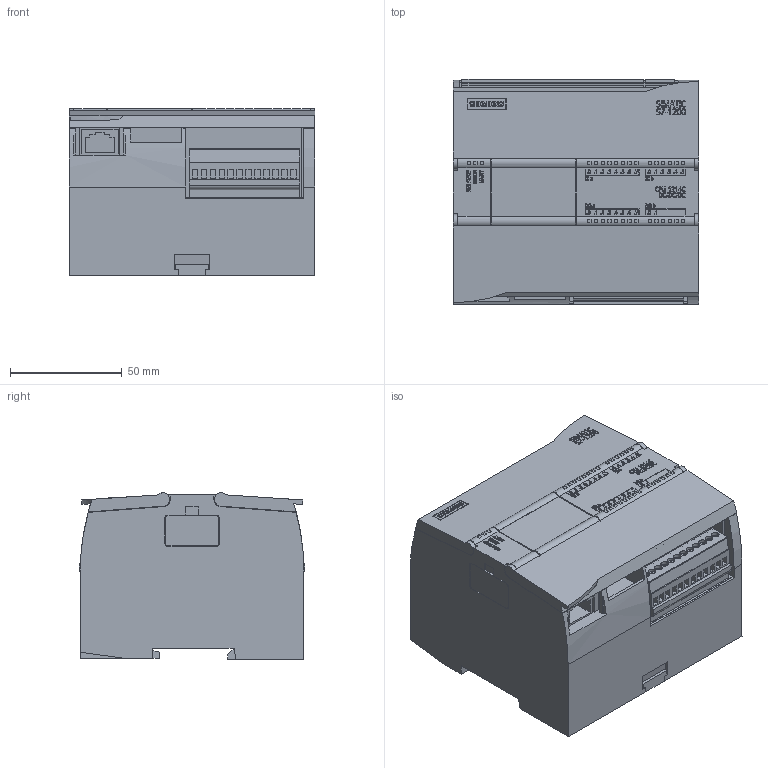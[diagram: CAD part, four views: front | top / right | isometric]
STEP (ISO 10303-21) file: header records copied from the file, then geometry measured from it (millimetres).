
FILE_DESCRIPTION(('HOOPS Exchange Step'),'2;1');
FILE_NAME('export-C0F98C02-01A2-4D17-876D-C4857C56E141.stp','2025-04-10T17:47:41+02:00',('Engineering'),('Alibre'),'HOOPS Exchange 2024.5','Alibre','Unknown authorisation');
FILE_SCHEMA( ('AP242_MANAGED_MODEL_BASED_3D_ENGINEERING_MIM_LF {1 0 10303 442 1 1 4 }') );
Length unit declared in the file: millimetre
Products named in the file (321): A5E30158817A_RS-AA_003_1-box; A5E30158720A_RS-AA_002_1-cover_bottom; A5E30158715A_RS-AA_003_1-cover_top; A5E30157758A_RS-AA_002_1-cover-signalboard; A5E50668962A_RS-AA_002_1-Labeling_2; A5E50668962A_RS-AA_002_1-Labeling_3; A5E50668962A_RS-AA_002_1-Labeling_4; A5E50668962A_RS-AA_002_1-Labeling_5; A5E50668962A_RS-AA_002_1-Labeling_6; A5E50668962A_RS-AA_002_1-Labeling_7; A5E50668962A_RS-AA_002_1-Labeling_8; A5E50668962A_RS-AA_002_1-Labeling_9; A5E50668962A_RS-AA_002_1-Labeling_10; A5E50668962A_RS-AA_002_1-Labeling_11; A5E50668962A_RS-AA_002_1-Labeling_12; A5E50668962A_RS-AA_002_1-Labeling_13; A5E50668962A_RS-AA_002_1-Labeling_14; A5E50668962A_RS-AA_002_1-Labeling_15; A5E50668962A_RS-AA_002_1-Labeling_16; A5E50668962A_RS-AA_002_1-Labeling_17; A5E50668962A_RS-AA_002_1-Labeling_18; A5E50668962A_RS-AA_002_1-Labeling_19; A5E50668962A_RS-AA_002_1-Labeling_20; A5E50668962A_RS-AA_002_1-Labeling_21; A5E50668962A_RS-AA_002_1-Labeling_22; A5E50668962A_RS-AA_002_1-Labeling_23; A5E50668962A_RS-AA_002_1-Labeling_24; A5E50668962A_RS-AA_002_1-Labeling_25; A5E50668962A_RS-AA_002_1-Labeling_26; A5E50668962A_RS-AA_002_1-Labeling_27; A5E50668962A_RS-AA_002_1-Labeling_28; A5E50668962A_RS-AA_002_1-Labeling_29; A5E50668962A_RS-AA_002_1-Labeling_30; A5E50668962A_RS-AA_002_1-Labeling_31; A5E50668962A_RS-AA_002_1-Labeling_32; A5E50668962A_RS-AA_002_1-Labeling_33; A5E50668962A_RS-AA_002_1-Labeling_34; A5E50668962A_RS-AA_002_1-Labeling_35; A5E50668962A_RS-AA_002_1-Labeling_36; A5E50668962A_RS-AA_002_1-Labeling_37 ...
Assembly tree (320 placements, depth 3):
  157 PLC S7-1200 CPU 1214C DC-DC-DC  (6ES7214-1AG40-0XB0)
    A5E30158817A_RS-AA_003_1-box
    A5E30158720A_RS-AA_002_1-cover_bottom
    A5E30158715A_RS-AA_003_1-cover_top
    A5E30157758A_RS-AA_002_1-cover-signalboard
    157-1 PLC S7-1200 CPU 1214C DC-DC-DC  (6ES7214-1AG40-0XB0) - Labeling
      A5E50668962A_RS-AA_002_1-Labeling_2
      A5E50668962A_RS-AA_002_1-Labeling_3
      A5E50668962A_RS-AA_002_1-Labeling_4
      A5E50668962A_RS-AA_002_1-Labeling_5
      A5E50668962A_RS-AA_002_1-Labeling_6
      A5E50668962A_RS-AA_002_1-Labeling_7
      A5E50668962A_RS-AA_002_1-Labeling_8
      A5E50668962A_RS-AA_002_1-Labeling_9
      A5E50668962A_RS-AA_002_1-Labeling_10
      A5E50668962A_RS-AA_002_1-Labeling_11
      A5E50668962A_RS-AA_002_1-Labeling_12
      A5E50668962A_RS-AA_002_1-Labeling_13
      A5E50668962A_RS-AA_002_1-Labeling_14
      A5E50668962A_RS-AA_002_1-Labeling_15
      A5E50668962A_RS-AA_002_1-Labeling_16
      A5E50668962A_RS-AA_002_1-Labeling_17
      A5E50668962A_RS-AA_002_1-Labeling_18
      A5E50668962A_RS-AA_002_1-Labeling_19
      A5E50668962A_RS-AA_002_1-Labeling_20
      A5E50668962A_RS-AA_002_1-Labeling_21
      A5E50668962A_RS-AA_002_1-Labeling_22
      A5E50668962A_RS-AA_002_1-Labeling_23
      A5E50668962A_RS-AA_002_1-Labeling_24
      A5E50668962A_RS-AA_002_1-Labeling_25
      A5E50668962A_RS-AA_002_1-Labeling_26
      A5E50668962A_RS-AA_002_1-Labeling_27
      A5E50668962A_RS-AA_002_1-Labeling_28
      A5E50668962A_RS-AA_002_1-Labeling_29
      A5E50668962A_RS-AA_002_1-Labeling_30
      A5E50668962A_RS-AA_002_1-Labeling_31
      A5E50668962A_RS-AA_002_1-Labeling_32
      A5E50668962A_RS-AA_002_1-Labeling_33
      A5E50668962A_RS-AA_002_1-Labeling_34
      A5E50668962A_RS-AA_002_1-Labeling_35
      A5E50668962A_RS-AA_002_1-Labeling_36
      A5E50668962A_RS-AA_002_1-Labeling_37
      A5E50668962A_RS-AA_002_1-Labeling_38
      A5E50668962A_RS-AA_002_1-Labeling_39
      A5E50668962A_RS-AA_002_1-Labeling_40
      A5E50668962A_RS-AA_002_1-Labeling_41
      A5E50668962A_RS-AA_002_1-Labeling_42
      A5E50668962A_RS-AA_002_1-Labeling_43
      A5E50668962A_RS-AA_002_1-Labeling_44
      A5E50668962A_RS-AA_002_1-Labeling_45
      A5E50668962A_RS-AA_002_1-Labeling_46
      A5E50668962A_RS-AA_002_1-Labeling_47
      A5E50668962A_RS-AA_002_1-Labeling_48
      A5E50668962A_RS-AA_002_1-Labeling_49
      A5E50668962A_RS-AA_002_1-Labeling_50
      A5E50668962A_RS-AA_002_1-Labeling_51
      A5E50668962A_RS-AA_002_1-Labeling_52
      A5E50668962A_RS-AA_002_1-Labeling_53
      A5E50668962A_RS-AA_002_1-Labeling_54
      A5E50668962A_RS-AA_002_1-Labeling_55
Bounding box: 110 x 100.85 x 74.56 mm (x, y, z)
Volume: 426468.1 mm3; surface area: 137942.1 mm2
Topology: 319 solids, 319 shells, 4076 faces, 9893 edges, 6603 vertices
Faces by surface type: plane 3302, bspline 624, cylinder 150
Entity records: 164726 total; most frequent: CARTESIAN_POINT 53053, ORIENTED_EDGE 19786, DIRECTION 17384, EDGE_CURVE 9893, VECTOR 8160, LINE 8160, VERTEX_POINT 6603, AXIS2_PLACEMENT_3D 4612
